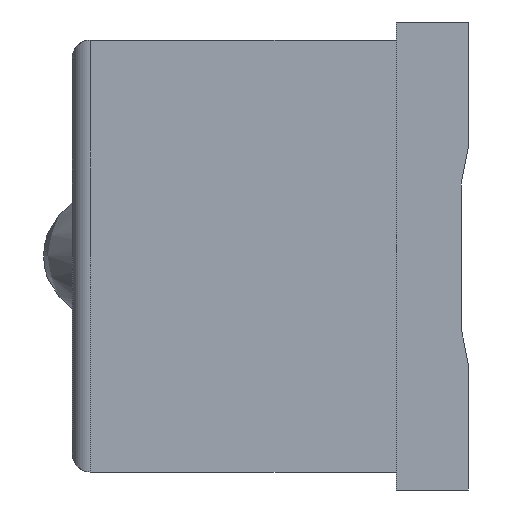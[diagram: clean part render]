
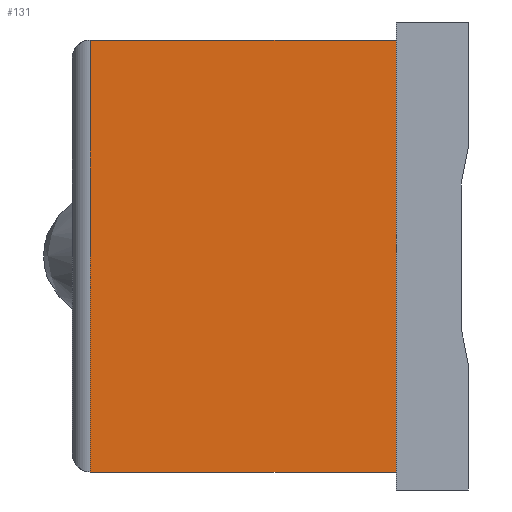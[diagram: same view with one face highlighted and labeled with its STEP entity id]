
A CAD part, left-side view. The second image highlights one B-rep face of the part: STEP entity #131.
In plain terms, the highlighted planar face has unit normal (-1, 0, 0).
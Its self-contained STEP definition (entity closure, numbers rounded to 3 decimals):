
#20 = ORIENTED_EDGE ( 'NONE', *, *, #955, .T. ) ;
#22 = CARTESIAN_POINT ( 'NONE',  ( -13.5, 10.5, 6. ) ) ;
#48 = DIRECTION ( 'NONE',  ( 0., 0., 1. ) ) ;
#53 = DIRECTION ( 'NONE',  ( 0., 1., 0. ) ) ;
#85 = LINE ( 'NONE', #2188, #2012 ) ;
#131 = ADVANCED_FACE ( 'NONE', ( #412 ), #1639, .T. ) ;
#243 = CARTESIAN_POINT ( 'NONE',  ( -13.5, 0., 0. ) ) ;
#268 = CARTESIAN_POINT ( 'NONE',  ( -13.5, 2., 6. ) ) ;
#304 = CARTESIAN_POINT ( 'NONE',  ( -13.5, 2., -6. ) ) ;
#412 = FACE_OUTER_BOUND ( 'NONE', #1651, .T. ) ;
#429 = ORIENTED_EDGE ( 'NONE', *, *, #1938, .T. ) ;
#633 = ORIENTED_EDGE ( 'NONE', *, *, #1610, .T. ) ;
#699 = VERTEX_POINT ( 'NONE', #304 ) ;
#708 = LINE ( 'NONE', #991, #1644 ) ;
#770 = LINE ( 'NONE', #1079, #1274 ) ;
#798 = VERTEX_POINT ( 'NONE', #2211 ) ;
#824 = ORIENTED_EDGE ( 'NONE', *, *, #1730, .T. ) ;
#955 = EDGE_CURVE ( 'NONE', #699, #2225, #85, .T. ) ;
#991 = CARTESIAN_POINT ( 'NONE',  ( -13.5, 2., 6. ) ) ;
#1079 = CARTESIAN_POINT ( 'NONE',  ( -13.5, 10.5, 0. ) ) ;
#1190 = VERTEX_POINT ( 'NONE', #22 ) ;
#1274 = VECTOR ( 'NONE', #1620, 1000. ) ;
#1277 = DIRECTION ( 'NONE',  ( 0., 0., 1. ) ) ;
#1369 = DIRECTION ( 'NONE',  ( -1., 0., 0. ) ) ;
#1396 = VECTOR ( 'NONE', #2299, 1000. ) ;
#1556 = AXIS2_PLACEMENT_3D ( 'NONE', #243, #1369, #48 ) ;
#1610 = EDGE_CURVE ( 'NONE', #2225, #1190, #708, .T. ) ;
#1620 = DIRECTION ( 'NONE',  ( 0., 0., -1. ) ) ;
#1639 = PLANE ( 'NONE',  #1556 ) ;
#1644 = VECTOR ( 'NONE', #53, 1000. ) ;
#1651 = EDGE_LOOP ( 'NONE', ( #633, #429, #824, #20 ) ) ;
#1730 = EDGE_CURVE ( 'NONE', #798, #699, #2366, .T. ) ;
#1938 = EDGE_CURVE ( 'NONE', #1190, #798, #770, .T. ) ;
#2012 = VECTOR ( 'NONE', #1277, 1000. ) ;
#2115 = CARTESIAN_POINT ( 'NONE',  ( -13.5, 11., -6. ) ) ;
#2188 = CARTESIAN_POINT ( 'NONE',  ( -13.5, 2., -6. ) ) ;
#2211 = CARTESIAN_POINT ( 'NONE',  ( -13.5, 10.5, -6. ) ) ;
#2225 = VERTEX_POINT ( 'NONE', #268 ) ;
#2299 = DIRECTION ( 'NONE',  ( 0., -1., 0. ) ) ;
#2366 = LINE ( 'NONE', #2115, #1396 ) ;
